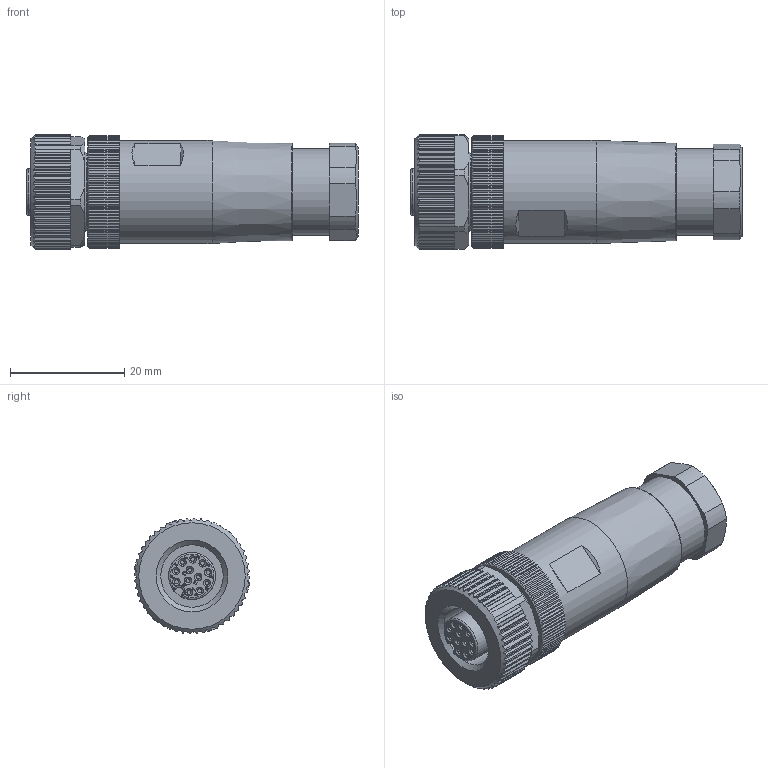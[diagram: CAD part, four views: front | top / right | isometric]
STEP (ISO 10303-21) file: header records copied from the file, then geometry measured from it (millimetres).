
FILE_DESCRIPTION(/* description */ (''),/* implementation_level */ '2;1');
FILE_NAME(/* name */ 'WAKC12L.stp',/* time_stamp */ '2016-12-09T09:42:15+01:00',/* author */ (''),/* organization */ (''),/* preprocessor_version */ 'ST-DEVELOPER v16',/* originating_system */ 'SIEMENS PLM Software NX 10.0',/* authorisation */ '');
FILE_SCHEMA (('AUTOMOTIVE_DESIGN { 1 0 10303 214 3 1 1 1 }'));
Length unit declared in the file: millimetre
Products named in the file (1): kborB0D5x1vj
Bounding box: 58 x 20.19 x 20.19 mm (x, y, z)
Volume: 13907.8 mm3; surface area: 4815.1 mm2
Topology: 1 solids, 13 shells, 766 faces, 2128 edges, 1415 vertices
Faces by surface type: plane 418, cylinder 232, extrusion 75, cone 36, torus 3, sphere 2
Full cylindrical faces by diameter (mm): 0.7 x12, 8.2 x1, 10.917 x1, 13.5 x1, 15.2 x1, 18 x1
Entity records: 26908 total; most frequent: CARTESIAN_POINT 8441, ORIENTED_EDGE 4066, DIRECTION 3350, EDGE_CURVE 2033, VERTEX_POINT 1382, VECTOR 1118, AXIS2_PLACEMENT_3D 1116, LINE 1043
